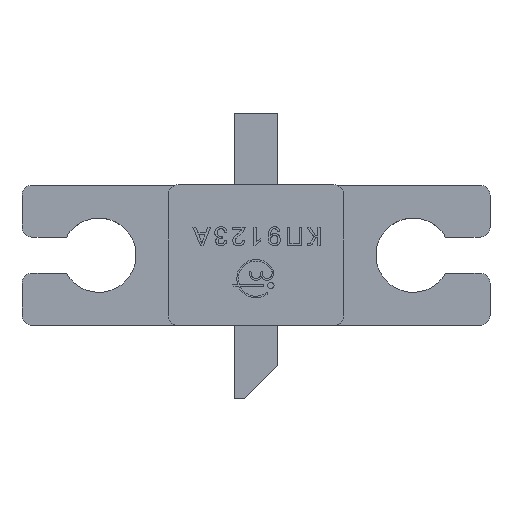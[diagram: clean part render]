
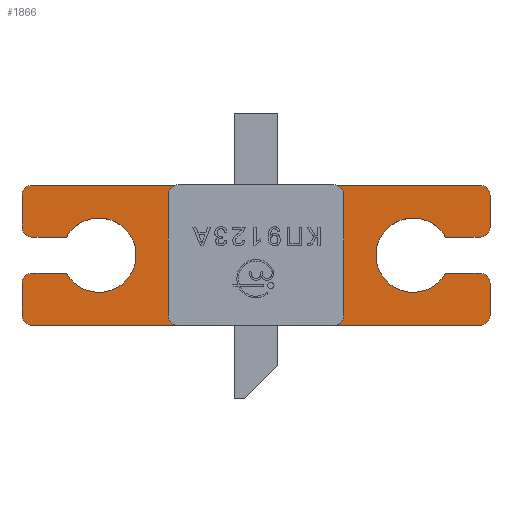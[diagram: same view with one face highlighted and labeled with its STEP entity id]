
A CAD part, top view. The second image highlights one B-rep face of the part: STEP entity #1866.
In plain terms, the highlighted planar face has unit normal (0, 0, 1).
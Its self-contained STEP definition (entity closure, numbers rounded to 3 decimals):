
#1866=ADVANCED_FACE('',(#3414,#3416),#3418,.T.);
#3414=FACE_BOUND('',#3415,.T.);
#3415=EDGE_LOOP('',(#4964,#4965,#4966,#4967,#4968,#4969,#4970,#4971,#4972,#4973,
#4974,#4975,#4976,#4977,#4978,#4979,#4980,#4981,#4982,#4983));
#3416=FACE_BOUND('',#3417,.T.);
#3417=EDGE_LOOP('',(#4984,#4985,#4986,#4987,#4988,#4989,#4990,#4991));
#3418=PLANE('',#3419);
#3419=AXIS2_PLACEMENT_3D('',#3420,#3421,#3422);
#3420=CARTESIAN_POINT('',(0.,0.,1.2));
#3421=DIRECTION('',(0.,0.,1.));
#3422=DIRECTION('',(-1.,0.,0.));
#4964=ORIENTED_EDGE('',*,*,#5652,.T.);
#4965=ORIENTED_EDGE('',*,*,#5653,.T.);
#4966=ORIENTED_EDGE('',*,*,#5654,.T.);
#4967=ORIENTED_EDGE('',*,*,#5655,.T.);
#4968=ORIENTED_EDGE('',*,*,#5656,.T.);
#4969=ORIENTED_EDGE('',*,*,#5657,.T.);
#4970=ORIENTED_EDGE('',*,*,#5658,.T.);
#4971=ORIENTED_EDGE('',*,*,#5659,.T.);
#4972=ORIENTED_EDGE('',*,*,#5660,.T.);
#4973=ORIENTED_EDGE('',*,*,#5661,.T.);
#4974=ORIENTED_EDGE('',*,*,#5662,.T.);
#4975=ORIENTED_EDGE('',*,*,#5663,.T.);
#4976=ORIENTED_EDGE('',*,*,#5664,.T.);
#4977=ORIENTED_EDGE('',*,*,#5665,.T.);
#4978=ORIENTED_EDGE('',*,*,#5666,.T.);
#4979=ORIENTED_EDGE('',*,*,#5667,.T.);
#4980=ORIENTED_EDGE('',*,*,#5668,.T.);
#4981=ORIENTED_EDGE('',*,*,#5669,.T.);
#4982=ORIENTED_EDGE('',*,*,#5670,.T.);
#4983=ORIENTED_EDGE('',*,*,#5671,.T.);
#4984=ORIENTED_EDGE('',*,*,#5638,.F.);
#4985=ORIENTED_EDGE('',*,*,#5636,.F.);
#4986=ORIENTED_EDGE('',*,*,#5650,.F.);
#4987=ORIENTED_EDGE('',*,*,#5648,.F.);
#4988=ORIENTED_EDGE('',*,*,#5646,.F.);
#4989=ORIENTED_EDGE('',*,*,#5644,.F.);
#4990=ORIENTED_EDGE('',*,*,#5642,.F.);
#4991=ORIENTED_EDGE('',*,*,#5640,.F.);
#5636=EDGE_CURVE('',#6621,#6623,#6624,.T.);
#5638=EDGE_CURVE('',#6623,#6626,#6627,.T.);
#5640=EDGE_CURVE('',#6626,#6629,#6630,.T.);
#5642=EDGE_CURVE('',#6629,#6632,#6633,.T.);
#5644=EDGE_CURVE('',#6632,#6635,#6636,.T.);
#5646=EDGE_CURVE('',#6635,#6638,#6639,.T.);
#5648=EDGE_CURVE('',#6638,#6641,#6642,.T.);
#5650=EDGE_CURVE('',#6641,#6621,#6644,.T.);
#5652=EDGE_CURVE('',#6646,#6647,#6648,.T.);
#5653=EDGE_CURVE('',#6647,#6649,#6650,.T.);
#5654=EDGE_CURVE('',#6649,#6651,#6652,.T.);
#5655=EDGE_CURVE('',#6651,#6653,#6654,.T.);
#5656=EDGE_CURVE('',#6653,#6655,#6656,.T.);
#5657=EDGE_CURVE('',#6655,#6657,#6658,.T.);
#5658=EDGE_CURVE('',#6657,#6659,#6660,.T.);
#5659=EDGE_CURVE('',#6659,#6661,#6662,.T.);
#5660=EDGE_CURVE('',#6661,#6663,#6664,.T.);
#5661=EDGE_CURVE('',#6663,#6665,#6666,.T.);
#5662=EDGE_CURVE('',#6665,#6667,#6668,.T.);
#5663=EDGE_CURVE('',#6667,#6669,#6670,.T.);
#5664=EDGE_CURVE('',#6669,#6671,#6672,.T.);
#5665=EDGE_CURVE('',#6671,#6673,#6674,.T.);
#5666=EDGE_CURVE('',#6673,#6675,#6676,.T.);
#5667=EDGE_CURVE('',#6675,#6677,#6678,.T.);
#5668=EDGE_CURVE('',#6677,#6679,#6680,.T.);
#5669=EDGE_CURVE('',#6679,#6681,#6682,.T.);
#5670=EDGE_CURVE('',#6681,#6683,#6684,.T.);
#5671=EDGE_CURVE('',#6683,#6646,#6685,.T.);
#6621=VERTEX_POINT('',#8783);
#6623=VERTEX_POINT('',#8787);
#6624=CIRCLE('',#8788,0.3);
#6626=VERTEX_POINT('',#8795);
#6627=LINE('',#8796,#8797);
#6629=VERTEX_POINT('',#8802);
#6630=CIRCLE('',#8803,0.3);
#6632=VERTEX_POINT('',#8810);
#6633=LINE('',#8811,#8812);
#6635=VERTEX_POINT('',#8817);
#6636=CIRCLE('',#8818,0.3);
#6638=VERTEX_POINT('',#8825);
#6639=LINE('',#8826,#8827);
#6641=VERTEX_POINT('',#8832);
#6642=CIRCLE('',#8833,0.3);
#6644=LINE('',#8840,#8841);
#6646=VERTEX_POINT('',#8846);
#6647=VERTEX_POINT('',#8847);
#6648=LINE('',#8848,#8849);
#6649=VERTEX_POINT('',#8851);
#6650=CIRCLE('',#8852,0.3);
#6651=VERTEX_POINT('',#8856);
#6652=LINE('',#8857,#8858);
#6653=VERTEX_POINT('',#8860);
#6654=CIRCLE('',#8861,0.3);
#6655=VERTEX_POINT('',#8865);
#6656=LINE('',#8866,#8867);
#6657=VERTEX_POINT('',#8869);
#6658=CIRCLE('',#8870,0.3);
#6659=VERTEX_POINT('',#8874);
#6660=LINE('',#8875,#8876);
#6661=VERTEX_POINT('',#8878);
#6662=CIRCLE('',#8879,1.125);
#6663=VERTEX_POINT('',#8883);
#6664=LINE('',#8884,#8885);
#6665=VERTEX_POINT('',#8887);
#6666=CIRCLE('',#8888,0.3);
#6667=VERTEX_POINT('',#8892);
#6668=LINE('',#8893,#8894);
#6669=VERTEX_POINT('',#8896);
#6670=CIRCLE('',#8897,0.3);
#6671=VERTEX_POINT('',#8901);
#6672=LINE('',#8902,#8903);
#6673=VERTEX_POINT('',#8905);
#6674=CIRCLE('',#8906,0.3);
#6675=VERTEX_POINT('',#8910);
#6676=LINE('',#8911,#8912);
#6677=VERTEX_POINT('',#8914);
#6678=CIRCLE('',#8915,0.3);
#6679=VERTEX_POINT('',#8919);
#6680=LINE('',#8920,#8921);
#6681=VERTEX_POINT('',#8923);
#6682=CIRCLE('',#8924,1.125);
#6683=VERTEX_POINT('',#8928);
#6684=LINE('',#8929,#8930);
#6685=CIRCLE('',#8932,0.3);
#8783=CARTESIAN_POINT('',(-2.65,-1.8,1.2));
#8787=CARTESIAN_POINT('',(-2.35,-2.1,1.2));
#8788=AXIS2_PLACEMENT_3D('',#8789,#8790,#8791);
#8789=CARTESIAN_POINT('',(-2.35,-1.8,1.2));
#8790=DIRECTION('',(0.,0.,1.));
#8791=DIRECTION('',(-1.,0.,0.));
#8795=CARTESIAN_POINT('',(2.35,-2.1,1.2));
#8796=CARTESIAN_POINT('',(-2.35,-2.1,1.2));
#8797=VECTOR('',#8798,1.);
#8798=DIRECTION('',(1.,0.,0.));
#8802=CARTESIAN_POINT('',(2.65,-1.8,1.2));
#8803=AXIS2_PLACEMENT_3D('',#8804,#8805,#8806);
#8804=CARTESIAN_POINT('',(2.35,-1.8,1.2));
#8805=DIRECTION('',(0.,0.,1.));
#8806=DIRECTION('',(0.,-1.,0.));
#8810=CARTESIAN_POINT('',(2.65,1.8,1.2));
#8811=CARTESIAN_POINT('',(2.65,-1.8,1.2));
#8812=VECTOR('',#8813,1.);
#8813=DIRECTION('',(0.,1.,0.));
#8817=CARTESIAN_POINT('',(2.35,2.1,1.2));
#8818=AXIS2_PLACEMENT_3D('',#8819,#8820,#8821);
#8819=CARTESIAN_POINT('',(2.35,1.8,1.2));
#8820=DIRECTION('',(0.,0.,1.));
#8821=DIRECTION('',(1.,0.,0.));
#8825=CARTESIAN_POINT('',(-2.35,2.1,1.2));
#8826=CARTESIAN_POINT('',(2.35,2.1,1.2));
#8827=VECTOR('',#8828,1.);
#8828=DIRECTION('',(-1.,0.,0.));
#8832=CARTESIAN_POINT('',(-2.65,1.8,1.2));
#8833=AXIS2_PLACEMENT_3D('',#8834,#8835,#8836);
#8834=CARTESIAN_POINT('',(-2.35,1.8,1.2));
#8835=DIRECTION('',(0.,0.,1.));
#8836=DIRECTION('',(0.,1.,0.));
#8840=CARTESIAN_POINT('',(-2.65,1.8,1.2));
#8841=VECTOR('',#8842,1.);
#8842=DIRECTION('',(0.,-1.,0.));
#8846=CARTESIAN_POINT('',(-7.075,-0.85,1.2));
#8847=CARTESIAN_POINT('',(-7.075,-1.815,1.2));
#8848=CARTESIAN_POINT('',(-7.075,-0.85,1.2));
#8849=VECTOR('',#8850,1.);
#8850=DIRECTION('',(0.,-1.,0.));
#8851=CARTESIAN_POINT('',(-6.775,-2.115,1.2));
#8852=AXIS2_PLACEMENT_3D('',#8853,#8854,#8855);
#8853=CARTESIAN_POINT('',(-6.775,-1.815,1.2));
#8854=DIRECTION('',(0.,0.,1.));
#8855=DIRECTION('',(-1.,0.,0.));
#8856=CARTESIAN_POINT('',(6.775,-2.115,1.2));
#8857=CARTESIAN_POINT('',(-6.775,-2.115,1.2));
#8858=VECTOR('',#8859,1.);
#8859=DIRECTION('',(1.,0.,0.));
#8860=CARTESIAN_POINT('',(7.075,-1.815,1.2));
#8861=AXIS2_PLACEMENT_3D('',#8862,#8863,#8864);
#8862=CARTESIAN_POINT('',(6.775,-1.815,1.2));
#8863=DIRECTION('',(0.,0.,1.));
#8864=DIRECTION('',(0.,-1.,0.));
#8865=CARTESIAN_POINT('',(7.075,-0.85,1.2));
#8866=CARTESIAN_POINT('',(7.075,-1.815,1.2));
#8867=VECTOR('',#8868,1.);
#8868=DIRECTION('',(0.,1.,0.));
#8869=CARTESIAN_POINT('',(6.775,-0.55,1.2));
#8870=AXIS2_PLACEMENT_3D('',#8871,#8872,#8873);
#8871=CARTESIAN_POINT('',(6.775,-0.85,1.2));
#8872=DIRECTION('',(0.,0.,1.));
#8873=DIRECTION('',(1.,0.,0.));
#8874=CARTESIAN_POINT('',(5.731,-0.55,1.2));
#8875=CARTESIAN_POINT('',(6.775,-0.55,1.2));
#8876=VECTOR('',#8877,1.);
#8877=DIRECTION('',(-1.,0.,0.));
#8878=CARTESIAN_POINT('',(5.731,0.55,1.2));
#8879=AXIS2_PLACEMENT_3D('',#8880,#8881,#8882);
#8880=CARTESIAN_POINT('',(4.75,0.,1.2));
#8881=DIRECTION('',(0.,0.,-1.));
#8882=DIRECTION('',(0.872,-0.489,0.));
#8883=CARTESIAN_POINT('',(6.775,0.55,1.2));
#8884=CARTESIAN_POINT('',(5.731,0.55,1.2));
#8885=VECTOR('',#8886,1.);
#8886=DIRECTION('',(1.,0.,0.));
#8887=CARTESIAN_POINT('',(7.075,0.85,1.2));
#8888=AXIS2_PLACEMENT_3D('',#8889,#8890,#8891);
#8889=CARTESIAN_POINT('',(6.775,0.85,1.2));
#8890=DIRECTION('',(0.,0.,1.));
#8891=DIRECTION('',(0.,-1.,0.));
#8892=CARTESIAN_POINT('',(7.075,1.815,1.2));
#8893=CARTESIAN_POINT('',(7.075,0.85,1.2));
#8894=VECTOR('',#8895,1.);
#8895=DIRECTION('',(0.,1.,0.));
#8896=CARTESIAN_POINT('',(6.775,2.115,1.2));
#8897=AXIS2_PLACEMENT_3D('',#8898,#8899,#8900);
#8898=CARTESIAN_POINT('',(6.775,1.815,1.2));
#8899=DIRECTION('',(0.,0.,1.));
#8900=DIRECTION('',(1.,0.,0.));
#8901=CARTESIAN_POINT('',(-6.775,2.115,1.2));
#8902=CARTESIAN_POINT('',(6.775,2.115,1.2));
#8903=VECTOR('',#8904,1.);
#8904=DIRECTION('',(-1.,0.,0.));
#8905=CARTESIAN_POINT('',(-7.075,1.815,1.2));
#8906=AXIS2_PLACEMENT_3D('',#8907,#8908,#8909);
#8907=CARTESIAN_POINT('',(-6.775,1.815,1.2));
#8908=DIRECTION('',(0.,0.,1.));
#8909=DIRECTION('',(0.,1.,0.));
#8910=CARTESIAN_POINT('',(-7.075,0.85,1.2));
#8911=CARTESIAN_POINT('',(-7.075,1.815,1.2));
#8912=VECTOR('',#8913,1.);
#8913=DIRECTION('',(0.,-1.,0.));
#8914=CARTESIAN_POINT('',(-6.775,0.55,1.2));
#8915=AXIS2_PLACEMENT_3D('',#8916,#8917,#8918);
#8916=CARTESIAN_POINT('',(-6.775,0.85,1.2));
#8917=DIRECTION('',(0.,0.,1.));
#8918=DIRECTION('',(-1.,0.,0.));
#8919=CARTESIAN_POINT('',(-5.731,0.55,1.2));
#8920=CARTESIAN_POINT('',(-6.775,0.55,1.2));
#8921=VECTOR('',#8922,1.);
#8922=DIRECTION('',(1.,0.,0.));
#8923=CARTESIAN_POINT('',(-5.731,-0.55,1.2));
#8924=AXIS2_PLACEMENT_3D('',#8925,#8926,#8927);
#8925=CARTESIAN_POINT('',(-4.75,0.,1.2));
#8926=DIRECTION('',(0.,0.,-1.));
#8927=DIRECTION('',(-0.872,0.489,0.));
#8928=CARTESIAN_POINT('',(-6.775,-0.55,1.2));
#8929=CARTESIAN_POINT('',(-5.731,-0.55,1.2));
#8930=VECTOR('',#8931,1.);
#8931=DIRECTION('',(-1.,0.,0.));
#8932=AXIS2_PLACEMENT_3D('',#8933,#8934,#8935);
#8933=CARTESIAN_POINT('',(-6.775,-0.85,1.2));
#8934=DIRECTION('',(0.,0.,1.));
#8935=DIRECTION('',(0.,1.,0.));
